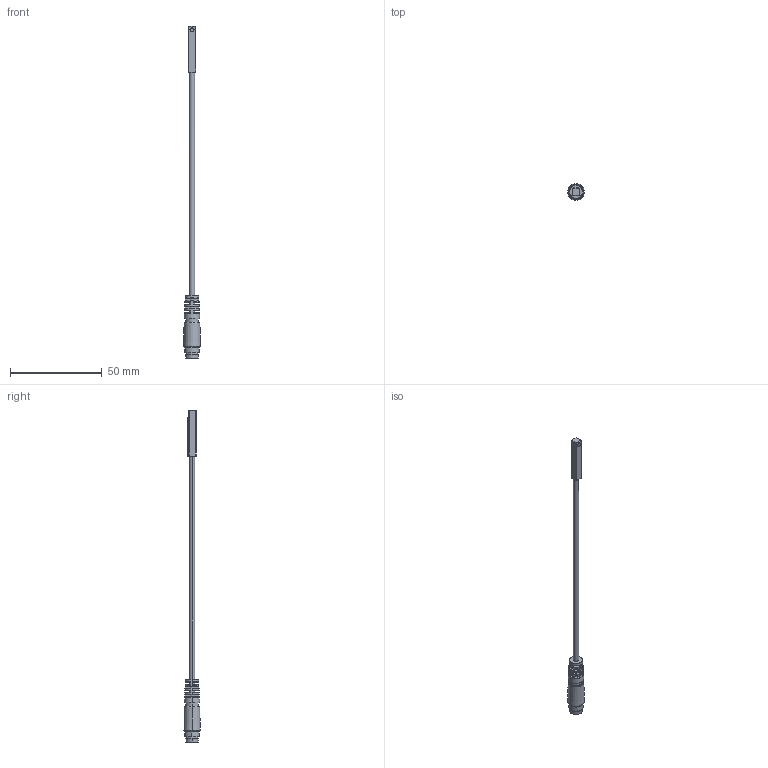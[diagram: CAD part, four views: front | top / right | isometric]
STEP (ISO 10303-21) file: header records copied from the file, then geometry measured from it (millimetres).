
FILE_DESCRIPTION (( 'STEP AP214' ), '1' );
FILE_NAME ('CPS9H-AN-F.STEP', '2015-02-18T19:49:55', ( '' ), ( '' ), 'SwSTEP 2.0', 'SolidWorks 2014', '' );
FILE_SCHEMA (( 'AUTOMOTIVE_DESIGN' ));
Length unit declared in the file: inch
Products named in the file (3): 9H72-000-331.igs2_1; 9H72-000-331.igs1_1; CPS9H-AN-F
Assembly tree (2 placements, depth 2):
  CPS9H-AN-F
    9H72-000-331.igs1_1
    9H72-000-331.igs2_1
Bounding box: 9.13 x 9.13 x 180.97 mm (x, y, z)
Volume: 2771.1 mm3; surface area: 3001.8 mm2
Topology: 2 solids, 2 shells, 182 faces, 466 edges, 300 vertices
Faces by surface type: plane 56, cylinder 55, torus 32, sphere 23, bspline 10, cone 6
Entity records: 6641 total; most frequent: CARTESIAN_POINT 1545, DIRECTION 989, ORIENTED_EDGE 918, EDGE_CURVE 459, AXIS2_PLACEMENT_3D 397, VERTEX_POINT 296, CIRCLE 220, EDGE_LOOP 199
